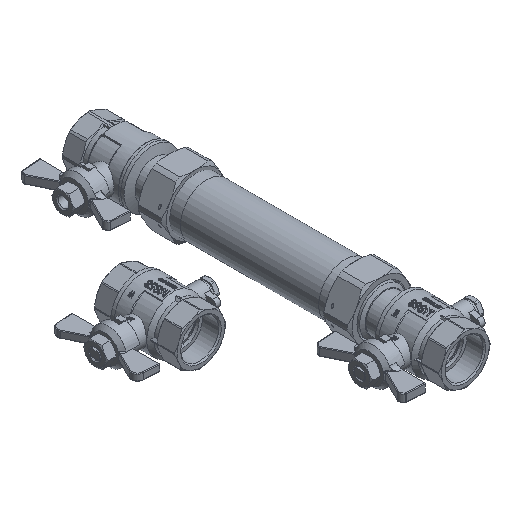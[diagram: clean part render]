
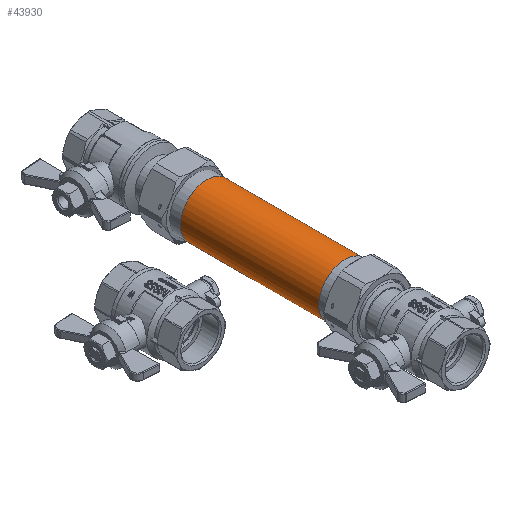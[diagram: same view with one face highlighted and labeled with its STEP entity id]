
A CAD part, isometric view. The second image highlights one B-rep face of the part: STEP entity #43930.
In plain terms, the highlighted cylindrical face has radius 20.955 mm (diameter 41.91 mm), a full revolution.
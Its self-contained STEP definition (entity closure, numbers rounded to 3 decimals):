
#10880=ORIENTED_EDGE('',*,*,#24591,.F.);
#10881=ORIENTED_EDGE('',*,*,#24593,.F.);
#24591=EDGE_CURVE('',#31448,#31448,#36067,.T.);
#24593=EDGE_CURVE('',#31450,#31450,#36069,.T.);
#31448=VERTEX_POINT('',#68261);
#31450=VERTEX_POINT('',#68266);
#36067=CIRCLE('',#46659,20.955);
#36069=CIRCLE('',#46662,20.955);
#37197=EDGE_LOOP('',(#10880));
#37198=EDGE_LOOP('',(#10881));
#40145=FACE_BOUND('',#37197,.T.);
#40146=FACE_BOUND('',#37198,.T.);
#43093=CYLINDRICAL_SURFACE('',#46663,20.955);
#43930=ADVANCED_FACE('',(#40145,#40146),#43093,.T.);
#46659=AXIS2_PLACEMENT_3D('',#68260,#52977,#52978);
#46662=AXIS2_PLACEMENT_3D('',#68265,#52983,#52984);
#46663=AXIS2_PLACEMENT_3D('',#68267,#52985,#52986);
#52977=DIRECTION('',(0.,1.,0.));
#52978=DIRECTION('',(0.,0.,1.));
#52983=DIRECTION('',(0.,-1.,0.));
#52984=DIRECTION('',(0.,0.,1.));
#52985=DIRECTION('',(0.,1.,0.));
#52986=DIRECTION('',(0.,0.,1.));
#68260=CARTESIAN_POINT('',(0.,55.,0.));
#68261=CARTESIAN_POINT('',(0.,55.,20.955));
#68265=CARTESIAN_POINT('',(0.,-55.,0.));
#68266=CARTESIAN_POINT('',(0.,-55.,20.955));
#68267=CARTESIAN_POINT('',(0.,-75.,0.));
